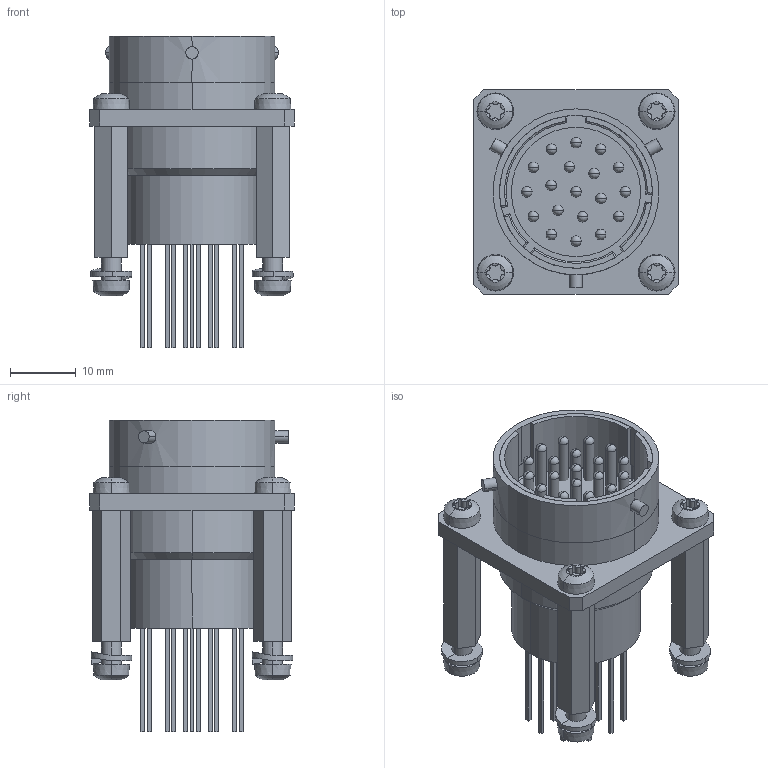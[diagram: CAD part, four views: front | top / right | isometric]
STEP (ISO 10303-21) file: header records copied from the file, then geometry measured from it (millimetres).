
FILE_DESCRIPTION((''),'2;1');
FILE_NAME('SOURIAU_EDA-02510-V1-0.stp','2013-12-09T10:07:56',(''),(''),'Mechanical Desktop 2011','Mechanical Desktop 2011',', , ');
FILE_SCHEMA(('AUTOMOTIVE_DESIGN { 1 2 10303 214 1 1 1 1 }'));
Length unit declared in the file: millimetre
Products named in the file (2): Product; 1
Bounding box: 31.2 x 31.2 x 47.5 mm (x, y, z)
Volume: 14998.2 mm3; surface area: 16729.6 mm2
Topology: 40 solids, 40 shells, 1125 faces, 2638 edges, 1700 vertices
Faces by surface type: cylinder 425, plane 348, bspline 238, sphere 54, cone 50, torus 10
Entity records: 32873 total; most frequent: CARTESIAN_POINT 8670, DIRECTION 5033, ORIENTED_EDGE 4876, EDGE_CURVE 2438, AXIS2_PLACEMENT_3D 1955, VERTEX_POINT 1592, EDGE_LOOP 1228, VECTOR 1123
